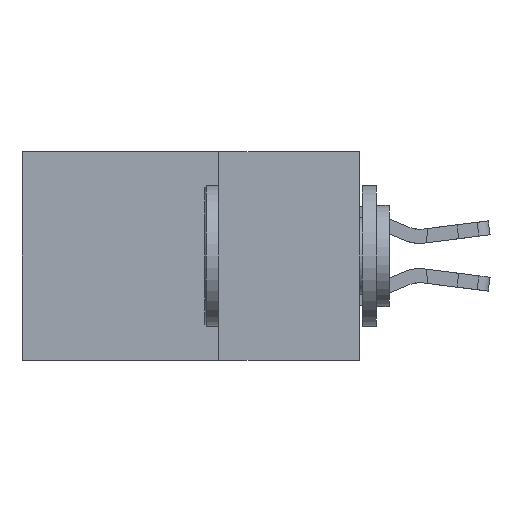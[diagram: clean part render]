
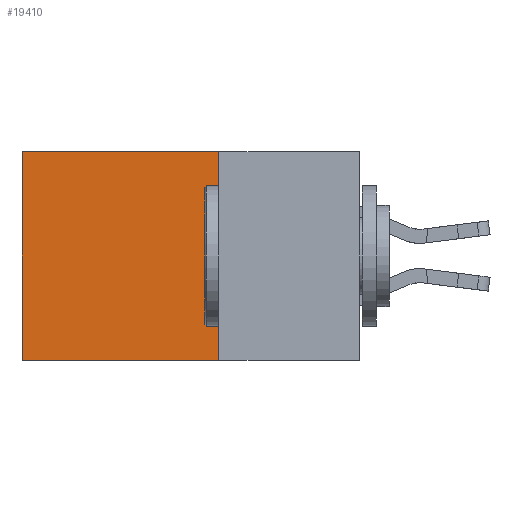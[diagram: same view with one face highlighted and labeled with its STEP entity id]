
A CAD part, left-side view. The second image highlights one B-rep face of the part: STEP entity #19410.
In plain terms, the highlighted planar face has unit normal (-1, 0, 0).
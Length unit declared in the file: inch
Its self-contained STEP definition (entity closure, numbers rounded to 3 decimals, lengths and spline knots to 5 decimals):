
#896 = VECTOR ( 'NONE', #14498, 39.37008 ) ;
#1107 = DIRECTION ( 'NONE',  ( 0., 0., -1. ) ) ;
#1282 = CARTESIAN_POINT ( 'NONE',  ( 0.2875, 0.25, 0. ) ) ;
#1767 = LINE ( 'NONE', #1282, #17616 ) ;
#2731 = ORIENTED_EDGE ( 'NONE', *, *, #4076, .F. ) ;
#2783 = CARTESIAN_POINT ( 'NONE',  ( 0.2875, 0.6, 0. ) ) ;
#4076 = EDGE_CURVE ( 'NONE', #26827, #13784, #22572, .T. ) ;
#4190 = PLANE ( 'NONE',  #12050 ) ;
#5476 = CARTESIAN_POINT ( 'NONE',  ( 0.2875, 0.25, -0.37 ) ) ;
#7605 = FACE_OUTER_BOUND ( 'NONE', #12066, .T. ) ;
#8093 = ORIENTED_EDGE ( 'NONE', *, *, #30167, .T. ) ;
#8508 = CARTESIAN_POINT ( 'NONE',  ( 0.2875, 0.6, -0.37 ) ) ;
#9323 = VECTOR ( 'NONE', #1107, 39.37008 ) ;
#9353 = CARTESIAN_POINT ( 'NONE',  ( 0.2875, 0.6, 0. ) ) ;
#10139 = CARTESIAN_POINT ( 'NONE',  ( 0.2875, 0.25, 0. ) ) ;
#11063 = VERTEX_POINT ( 'NONE', #9353 ) ;
#12050 = AXIS2_PLACEMENT_3D ( 'NONE', #26108, #16565, #21445 ) ;
#12066 = EDGE_LOOP ( 'NONE', ( #8093, #28281, #2731, #18550 ) ) ;
#12240 = LINE ( 'NONE', #2783, #896 ) ;
#12694 = DIRECTION ( 'NONE',  ( 0., 1., 0. ) ) ;
#13034 = VERTEX_POINT ( 'NONE', #8508 ) ;
#13784 = VERTEX_POINT ( 'NONE', #28013 ) ;
#14498 = DIRECTION ( 'NONE',  ( 0., 0., -1. ) ) ;
#15342 = CARTESIAN_POINT ( 'NONE',  ( 0.2875, 0.25, 0. ) ) ;
#16221 = EDGE_CURVE ( 'NONE', #26827, #11063, #1767, .T. ) ;
#16565 = DIRECTION ( 'NONE',  ( 1., 0., 0. ) ) ;
#17616 = VECTOR ( 'NONE', #17732, 39.37008 ) ;
#17732 = DIRECTION ( 'NONE',  ( 0., 1., 0. ) ) ;
#18550 = ORIENTED_EDGE ( 'NONE', *, *, #16221, .T. ) ;
#19410 = ADVANCED_FACE ( 'NONE', ( #7605 ), #4190, .F. ) ;
#21445 = DIRECTION ( 'NONE',  ( 0., 0., -1. ) ) ;
#22572 = LINE ( 'NONE', #15342, #9323 ) ;
#23894 = LINE ( 'NONE', #5476, #29568 ) ;
#24788 = EDGE_CURVE ( 'NONE', #13784, #13034, #23894, .T. ) ;
#26108 = CARTESIAN_POINT ( 'NONE',  ( 0.2875, 0.25, 0. ) ) ;
#26827 = VERTEX_POINT ( 'NONE', #10139 ) ;
#28013 = CARTESIAN_POINT ( 'NONE',  ( 0.2875, 0.25, -0.37 ) ) ;
#28281 = ORIENTED_EDGE ( 'NONE', *, *, #24788, .F. ) ;
#29568 = VECTOR ( 'NONE', #12694, 39.37008 ) ;
#30167 = EDGE_CURVE ( 'NONE', #11063, #13034, #12240, .T. ) ;
